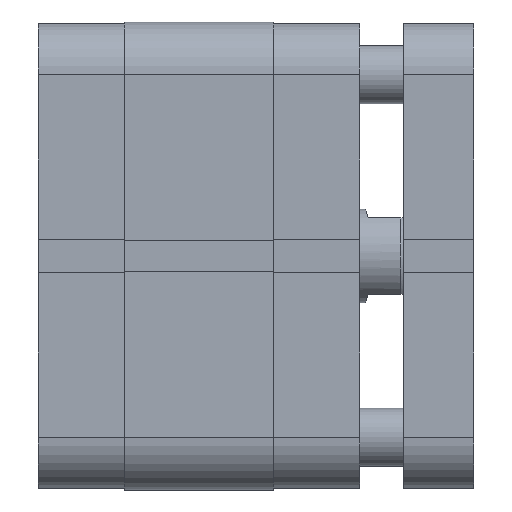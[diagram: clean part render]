
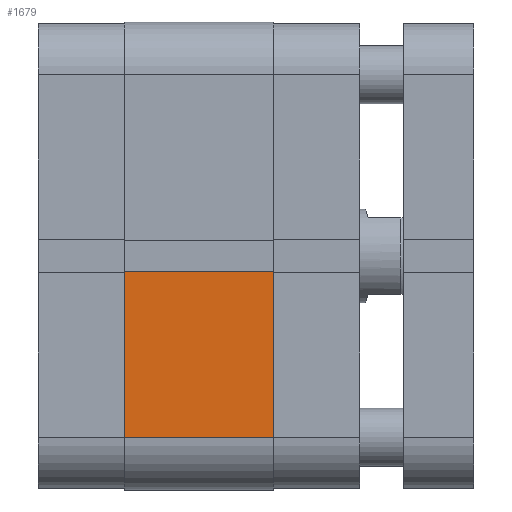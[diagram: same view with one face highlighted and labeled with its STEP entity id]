
A CAD part, front view. The second image highlights one B-rep face of the part: STEP entity #1679.
In plain terms, the highlighted planar face has unit normal (0, -1, 0).
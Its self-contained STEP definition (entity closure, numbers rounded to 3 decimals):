
#281 = EDGE_CURVE ( 'NONE', #7582, #7602, #6824, .T. ) ;
#406 = EDGE_CURVE ( 'NONE', #7602, #7600, #7049, .T. ) ;
#569 = EDGE_CURVE ( 'NONE', #7582, #7570, #7315, .T. ) ;
#923 = AXIS2_PLACEMENT_3D ( 'NONE', #3187, #3190, #3191 ) ;
#1175 = EDGE_LOOP ( 'NONE', ( #2672, #2671, #2670, #2669 ) ) ;
#1679 = ADVANCED_FACE ( 'NONE', ( #5935 ), #3188, .F. ) ;
#2669 = ORIENTED_EDGE ( 'NONE', *, *, #569, .T. ) ;
#2670 = ORIENTED_EDGE ( 'NONE', *, *, #281, .F. ) ;
#2671 = ORIENTED_EDGE ( 'NONE', *, *, #406, .F. ) ;
#2672 = ORIENTED_EDGE ( 'NONE', *, *, #8536, .T. ) ;
#3187 = CARTESIAN_POINT ( 'NONE',  ( 0., -40., 25.5 ) ) ;
#3188 = PLANE ( 'NONE',  #923 ) ;
#3190 = DIRECTION ( 'NONE',  ( 0., 1., 0. ) ) ;
#3191 = DIRECTION ( 'NONE',  ( 0., 0., 1. ) ) ;
#3916 = CARTESIAN_POINT ( 'NONE',  ( -31., -40., 0. ) ) ;
#3928 = CARTESIAN_POINT ( 'NONE',  ( -31., -40., 25.5 ) ) ;
#3946 = CARTESIAN_POINT ( 'NONE',  ( -2.6, -40., 0. ) ) ;
#3948 = CARTESIAN_POINT ( 'NONE',  ( -2.6, -40., 25.5 ) ) ;
#4392 = CARTESIAN_POINT ( 'NONE',  ( 0., -40., 0. ) ) ;
#4393 = DIRECTION ( 'NONE',  ( 1., 0., 0. ) ) ;
#4682 = CARTESIAN_POINT ( 'NONE',  ( 0., -40., 25.5 ) ) ;
#4687 = DIRECTION ( 'NONE',  ( 1., 0., 0. ) ) ;
#4971 = CARTESIAN_POINT ( 'NONE',  ( -2.6, -40., 25.5 ) ) ;
#4972 = DIRECTION ( 'NONE',  ( 0., 0., -1. ) ) ;
#5358 = CARTESIAN_POINT ( 'NONE',  ( -31., -40., 25.5 ) ) ;
#5359 = DIRECTION ( 'NONE',  ( 0., 0., -1. ) ) ;
#5935 = FACE_OUTER_BOUND ( 'NONE', #1175, .T. ) ;
#6316 = VECTOR ( 'NONE', #4393, 1000. ) ;
#6336 = LINE ( 'NONE', #4392, #6316 ) ;
#6824 = LINE ( 'NONE', #4682, #6833 ) ;
#6833 = VECTOR ( 'NONE', #4687, 1000. ) ;
#7049 = LINE ( 'NONE', #4971, #7050 ) ;
#7050 = VECTOR ( 'NONE', #4972, 1000. ) ;
#7315 = LINE ( 'NONE', #5358, #7316 ) ;
#7316 = VECTOR ( 'NONE', #5359, 1000. ) ;
#7570 = VERTEX_POINT ( 'NONE', #3916 ) ;
#7582 = VERTEX_POINT ( 'NONE', #3928 ) ;
#7600 = VERTEX_POINT ( 'NONE', #3946 ) ;
#7602 = VERTEX_POINT ( 'NONE', #3948 ) ;
#8536 = EDGE_CURVE ( 'NONE', #7570, #7600, #6336, .T. ) ;
